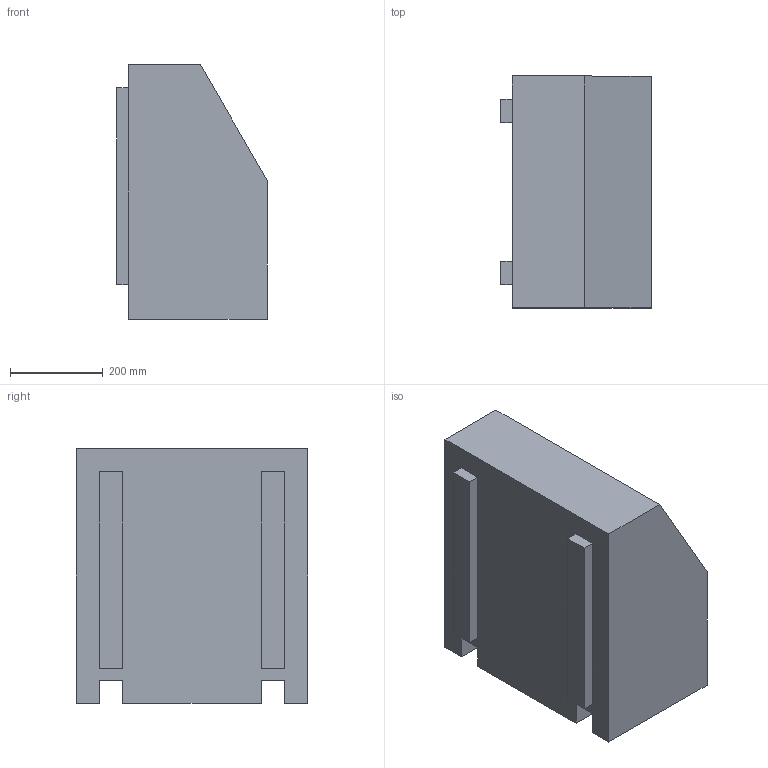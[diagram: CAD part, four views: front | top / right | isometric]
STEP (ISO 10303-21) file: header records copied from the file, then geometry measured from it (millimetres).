
FILE_DESCRIPTION((''),'2;1');
FILE_NAME('PRT0003','2020-09-01T14:32:36',('Chris'),('Christopher Schuster, 01703281110'),'CREO PARAMETRIC BY PTC INC, 2019224','CREO PARAMETRIC BY PTC INC, 2019224','');
FILE_SCHEMA(('CONFIG_CONTROL_DESIGN'));
Length unit declared in the file: millimetre
Products named in the file (1): PRT0003
Bounding box: 325 x 500 x 550 mm (x, y, z)
Volume: 73041402 mm3; surface area: 1188584.4 mm2
Topology: 1 solids, 1 shells, 25 faces, 63 edges, 42 vertices
Faces by surface type: plane 25
Entity records: 775 total; most frequent: CARTESIAN_POINT 130, ORIENTED_EDGE 126, DIRECTION 113, VECTOR 63, LINE 63, EDGE_CURVE 63, VERTEX_POINT 42, EDGE_LOOP 27
